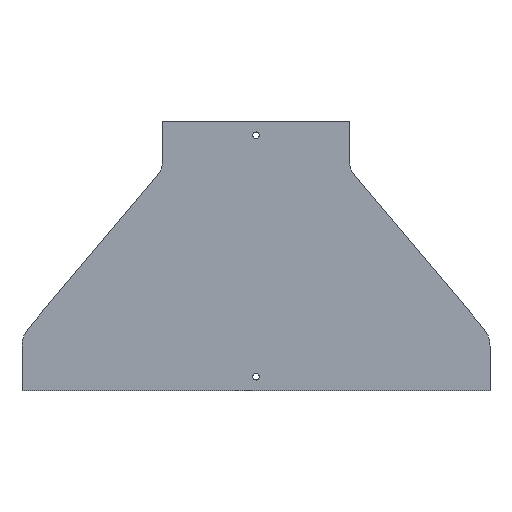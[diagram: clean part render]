
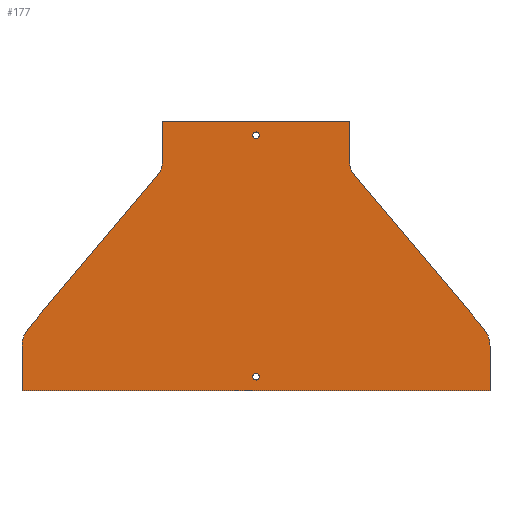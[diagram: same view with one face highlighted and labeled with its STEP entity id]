
A CAD part, front view. The second image highlights one B-rep face of the part: STEP entity #177.
In plain terms, the highlighted planar face has unit normal (0, -1, 0).
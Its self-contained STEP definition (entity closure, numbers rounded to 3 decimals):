
#29 = CARTESIAN_POINT ( 'NONE',  ( -120., 0., -44.045 ) ) ;
#52 = DIRECTION ( 'NONE',  ( 0., 0., 1. ) ) ;
#55 = PLANE ( 'NONE',  #1247 ) ;
#94 = DIRECTION ( 'NONE',  ( 0., 1., 0. ) ) ;
#177 = ADVANCED_FACE ( 'NONE', ( #1688, #1692, #1686 ), #55, .F. ) ;
#360 = ORIENTED_EDGE ( 'NONE', *, *, #1127, .F. ) ;
#361 = ORIENTED_EDGE ( 'NONE', *, *, #1128, .F. ) ;
#362 = ORIENTED_EDGE ( 'NONE', *, *, #1116, .F. ) ;
#363 = ORIENTED_EDGE ( 'NONE', *, *, #1102, .F. ) ;
#364 = ORIENTED_EDGE ( 'NONE', *, *, #1099, .F. ) ;
#365 = ORIENTED_EDGE ( 'NONE', *, *, #1088, .F. ) ;
#366 = ORIENTED_EDGE ( 'NONE', *, *, #1085, .F. ) ;
#367 = ORIENTED_EDGE ( 'NONE', *, *, #1082, .F. ) ;
#368 = ORIENTED_EDGE ( 'NONE', *, *, #1054, .F. ) ;
#369 = ORIENTED_EDGE ( 'NONE', *, *, #1061, .F. ) ;
#370 = ORIENTED_EDGE ( 'NONE', *, *, #1062, .F. ) ;
#371 = ORIENTED_EDGE ( 'NONE', *, *, #1125, .F. ) ;
#372 = ORIENTED_EDGE ( 'NONE', *, *, #1122, .F. ) ;
#373 = ORIENTED_EDGE ( 'NONE', *, *, #1119, .F. ) ;
#466 = EDGE_LOOP ( 'NONE', ( #361 ) ) ;
#468 = EDGE_LOOP ( 'NONE', ( #362, #363, #364, #365, #366, #367, #368, #369, #370, #371, #372, #373 ) ) ;
#477 = EDGE_LOOP ( 'NONE', ( #360 ) ) ;
#556 = VERTEX_POINT ( 'NONE', #1369 ) ;
#557 = VERTEX_POINT ( 'NONE', #1378 ) ;
#594 = CARTESIAN_POINT ( 'NONE',  ( -120., 0., -44.045 ) ) ;
#595 = DIRECTION ( 'NONE',  ( 0., -1., 0. ) ) ;
#596 = DIRECTION ( 'NONE',  ( 0., 0., 1. ) ) ;
#602 = CARTESIAN_POINT ( 'NONE',  ( 0., 0., -273. ) ) ;
#603 = DIRECTION ( 'NONE',  ( 0., -1., 0. ) ) ;
#604 = DIRECTION ( 'NONE',  ( 0., 0., -1. ) ) ;
#606 = CARTESIAN_POINT ( 'NONE',  ( 0., 0., -15. ) ) ;
#607 = DIRECTION ( 'NONE',  ( 0., -1., 0. ) ) ;
#608 = DIRECTION ( 'NONE',  ( 0., 0., -1. ) ) ;
#814 = CARTESIAN_POINT ( 'NONE',  ( -242.941, 0., -220.971 ) ) ;
#816 = CARTESIAN_POINT ( 'NONE',  ( -104.706, 0., -56.933 ) ) ;
#820 = CARTESIAN_POINT ( 'NONE',  ( -250., 0., -240.303 ) ) ;
#889 = CARTESIAN_POINT ( 'NONE',  ( 100., 0., 0. ) ) ;
#891 = DIRECTION ( 'NONE',  ( 0., 0., -1. ) ) ;
#900 = CARTESIAN_POINT ( 'NONE',  ( -100., 0., 0. ) ) ;
#905 = CARTESIAN_POINT ( 'NONE',  ( -100., 0., 0. ) ) ;
#907 = DIRECTION ( 'NONE',  ( 1., 0., 0. ) ) ;
#908 = DIRECTION ( 'NONE',  ( 0., 0., 1. ) ) ;
#953 = DIRECTION ( 'NONE',  ( 0.644, 0., -0.765 ) ) ;
#954 = CARTESIAN_POINT ( 'NONE',  ( 120., 0., -44.045 ) ) ;
#955 = DIRECTION ( 'NONE',  ( 0., -1., 0. ) ) ;
#956 = DIRECTION ( 'NONE',  ( 0., 0., -1. ) ) ;
#957 = CARTESIAN_POINT ( 'NONE',  ( 104.706, 0., -56.933 ) ) ;
#967 = CARTESIAN_POINT ( 'NONE',  ( 220., 0., -240.303 ) ) ;
#968 = DIRECTION ( 'NONE',  ( 0., 1., 0. ) ) ;
#969 = DIRECTION ( 'NONE',  ( 0., 0., -1. ) ) ;
#990 = CARTESIAN_POINT ( 'NONE',  ( 250., 0., -240.303 ) ) ;
#996 = DIRECTION ( 'NONE',  ( 0., 0., -1. ) ) ;
#1001 = CARTESIAN_POINT ( 'NONE',  ( -250., 0., -288. ) ) ;
#1002 = DIRECTION ( 'NONE',  ( -1., 0., 0. ) ) ;
#1028 = DIRECTION ( 'NONE',  ( 0., 0., 1. ) ) ;
#1031 = CARTESIAN_POINT ( 'NONE',  ( -250., 0., -240.303 ) ) ;
#1039 = DIRECTION ( 'NONE',  ( 0.644, 0., 0.765 ) ) ;
#1040 = CARTESIAN_POINT ( 'NONE',  ( -220., 0., -240.303 ) ) ;
#1041 = DIRECTION ( 'NONE',  ( 0., 1., 0. ) ) ;
#1042 = DIRECTION ( 'NONE',  ( 0., 0., 1. ) ) ;
#1043 = CARTESIAN_POINT ( 'NONE',  ( -104.706, 0., -56.933 ) ) ;
#1054 = EDGE_CURVE ( 'NONE', #1584, #1603, #1825, .T. ) ;
#1061 = EDGE_CURVE ( 'NONE', #1585, #1584, #1837, .T. ) ;
#1062 = EDGE_CURVE ( 'NONE', #1611, #1585, #1836, .T. ) ;
#1082 = EDGE_CURVE ( 'NONE', #1603, #1569, #1873, .T. ) ;
#1085 = EDGE_CURVE ( 'NONE', #1569, #1578, #1878, .T. ) ;
#1088 = EDGE_CURVE ( 'NONE', #1578, #1572, #1883, .T. ) ;
#1099 = EDGE_CURVE ( 'NONE', #1572, #1559, #1898, .T. ) ;
#1102 = EDGE_CURVE ( 'NONE', #1559, #1553, #1905, .T. ) ;
#1116 = EDGE_CURVE ( 'NONE', #1553, #1545, #1928, .T. ) ;
#1119 = EDGE_CURVE ( 'NONE', #1545, #1539, #1935, .T. ) ;
#1122 = EDGE_CURVE ( 'NONE', #1539, #1541, #1940, .T. ) ;
#1125 = EDGE_CURVE ( 'NONE', #1541, #1611, #1945, .T. ) ;
#1127 = EDGE_CURVE ( 'NONE', #556, #556, #1948, .T. ) ;
#1128 = EDGE_CURVE ( 'NONE', #557, #557, #1951, .T. ) ;
#1247 = AXIS2_PLACEMENT_3D ( 'NONE', #29, #94, #52 ) ;
#1277 = CARTESIAN_POINT ( 'NONE',  ( -250., 0., -288. ) ) ;
#1283 = CARTESIAN_POINT ( 'NONE',  ( 250., 0., -288. ) ) ;
#1293 = CARTESIAN_POINT ( 'NONE',  ( 104.706, 0., -56.933 ) ) ;
#1296 = CARTESIAN_POINT ( 'NONE',  ( 250., 0., -240.303 ) ) ;
#1302 = CARTESIAN_POINT ( 'NONE',  ( 242.941, 0., -220.971 ) ) ;
#1308 = CARTESIAN_POINT ( 'NONE',  ( 100., 0., 0. ) ) ;
#1309 = CARTESIAN_POINT ( 'NONE',  ( -100., 0., 0. ) ) ;
#1327 = CARTESIAN_POINT ( 'NONE',  ( 100., 0., -44.045 ) ) ;
#1335 = CARTESIAN_POINT ( 'NONE',  ( -100., 0., -44.045 ) ) ;
#1369 = CARTESIAN_POINT ( 'NONE',  ( 0., 0., -276.5 ) ) ;
#1378 = CARTESIAN_POINT ( 'NONE',  ( 0., 0., -18.5 ) ) ;
#1539 = VERTEX_POINT ( 'NONE', #814 ) ;
#1541 = VERTEX_POINT ( 'NONE', #816 ) ;
#1545 = VERTEX_POINT ( 'NONE', #820 ) ;
#1553 = VERTEX_POINT ( 'NONE', #1277 ) ;
#1559 = VERTEX_POINT ( 'NONE', #1283 ) ;
#1569 = VERTEX_POINT ( 'NONE', #1293 ) ;
#1572 = VERTEX_POINT ( 'NONE', #1296 ) ;
#1578 = VERTEX_POINT ( 'NONE', #1302 ) ;
#1584 = VERTEX_POINT ( 'NONE', #1308 ) ;
#1585 = VERTEX_POINT ( 'NONE', #1309 ) ;
#1603 = VERTEX_POINT ( 'NONE', #1327 ) ;
#1611 = VERTEX_POINT ( 'NONE', #1335 ) ;
#1686 = FACE_OUTER_BOUND ( 'NONE', #468, .T. ) ;
#1688 = FACE_BOUND ( 'NONE', #477, .T. ) ;
#1692 = FACE_BOUND ( 'NONE', #466, .T. ) ;
#1714 = AXIS2_PLACEMENT_3D ( 'NONE', #954, #955, #956 ) ;
#1716 = AXIS2_PLACEMENT_3D ( 'NONE', #967, #968, #969 ) ;
#1726 = AXIS2_PLACEMENT_3D ( 'NONE', #1040, #1041, #1042 ) ;
#1728 = AXIS2_PLACEMENT_3D ( 'NONE', #594, #595, #596 ) ;
#1730 = AXIS2_PLACEMENT_3D ( 'NONE', #602, #603, #604 ) ;
#1731 = AXIS2_PLACEMENT_3D ( 'NONE', #606, #607, #608 ) ;
#1825 = LINE ( 'NONE', #889, #1828 ) ;
#1828 = VECTOR ( 'NONE', #891, 1000. ) ;
#1836 = LINE ( 'NONE', #900, #1842 ) ;
#1837 = LINE ( 'NONE', #905, #1840 ) ;
#1840 = VECTOR ( 'NONE', #907, 1000. ) ;
#1842 = VECTOR ( 'NONE', #908, 1000. ) ;
#1873 = CIRCLE ( 'NONE', #1714, 20. ) ;
#1878 = LINE ( 'NONE', #957, #1880 ) ;
#1880 = VECTOR ( 'NONE', #953, 1000. ) ;
#1883 = CIRCLE ( 'NONE', #1716, 30. ) ;
#1898 = LINE ( 'NONE', #990, #1902 ) ;
#1902 = VECTOR ( 'NONE', #996, 1000. ) ;
#1905 = LINE ( 'NONE', #1001, #1908 ) ;
#1908 = VECTOR ( 'NONE', #1002, 1000. ) ;
#1928 = LINE ( 'NONE', #1031, #1932 ) ;
#1932 = VECTOR ( 'NONE', #1028, 1000. ) ;
#1935 = CIRCLE ( 'NONE', #1726, 30. ) ;
#1940 = LINE ( 'NONE', #1043, #1942 ) ;
#1942 = VECTOR ( 'NONE', #1039, 1000. ) ;
#1945 = CIRCLE ( 'NONE', #1728, 20. ) ;
#1948 = CIRCLE ( 'NONE', #1730, 3.5 ) ;
#1951 = CIRCLE ( 'NONE', #1731, 3.5 ) ;
